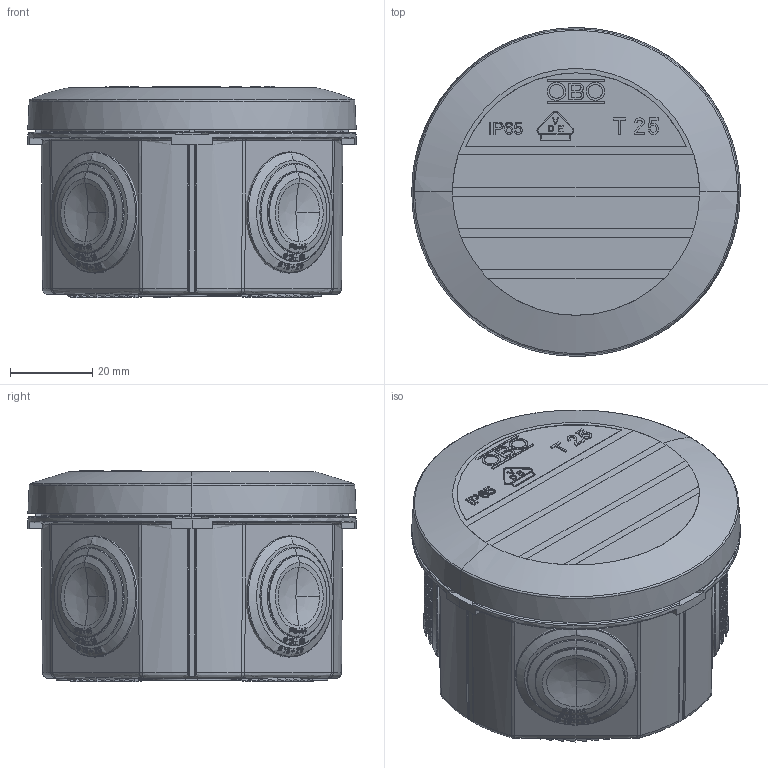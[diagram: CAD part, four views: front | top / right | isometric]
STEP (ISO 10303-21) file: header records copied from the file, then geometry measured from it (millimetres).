
FILE_DESCRIPTION(/* description */ (''),/* implementation_level */ '2;1');
FILE_NAME(/* name */ '2007029',/* time_stamp */ '2014-01-13T13:20:10+01:00',/* author */ (''),/* organization */ (''),/* preprocessor_version */ 'ST-DEVELOPER v15',/* originating_system */ '',/* authorisation */ '');
FILE_SCHEMA (('CONFIG_CONTROL_DESIGN'));
Products named in the file (2): Document; Block 01
Assembly tree (1 placements, depth 2):
  Document
    Block 01
Bounding box: 80 x 80 x 51.57 mm (x, y, z)
Volume: 17997.8 mm3; surface area: 48286.2 mm2
Topology: 5 solids, 6 shells, 3899 faces, 10879 edges, 7160 vertices
Faces by surface type: plane 2773, bspline 1126
Entity records: 191333 total; most frequent: CARTESIAN_POINT 120872, ORIENTED_EDGE 21714, EDGE_CURVE 10867, B_SPLINE_CURVE_WITH_KNOTS 9705, VERTEX_POINT 7160, EDGE_LOOP 4092, ADVANCED_FACE 3899, FACE_OUTER_BOUND 3899
